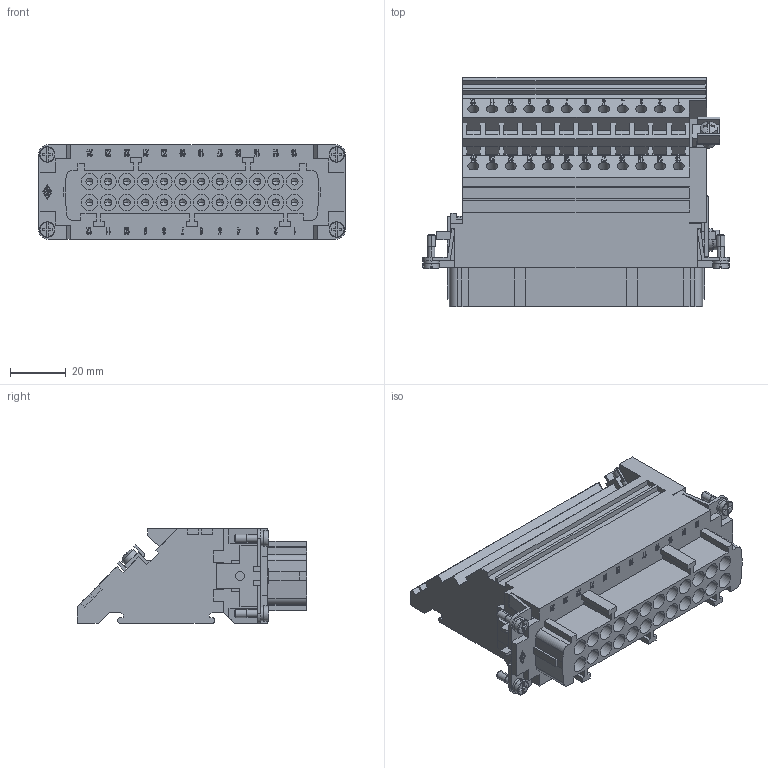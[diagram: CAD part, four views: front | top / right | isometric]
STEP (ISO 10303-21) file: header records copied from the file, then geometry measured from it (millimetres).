
FILE_DESCRIPTION((''),'2;1');
FILE_NAME('CTSEF 24 R.stp','2006-11-27T13:38:36',('gembarski'),(''),'Autodesk Inventor 7','Autodesk Inventor 7','');
FILE_SCHEMA(('AUTOMOTIVE_DESIGN { 1 0 10303 214 1 1 1 1 }'));
Length unit declared in the file: millimetre
Products named in the file (1): CTSEF 24 R
Bounding box: 110.3 x 82.5 x 34 mm (x, y, z)
Volume: 168154.3 mm3; surface area: 41245.2 mm2
Topology: 1 solids, 1 shells, 1979 faces, 5254 edges, 3404 vertices
Faces by surface type: plane 1014, bspline 845, cylinder 106, sphere 6, cone 4, torus 4
Entity records: 65810 total; most frequent: CARTESIAN_POINT 21251, ORIENTED_EDGE 10412, DIRECTION 6903, EDGE_CURVE 5206, VECTOR 3571, LINE 3571, VERTEX_POINT 3404, EDGE_LOOP 2194
